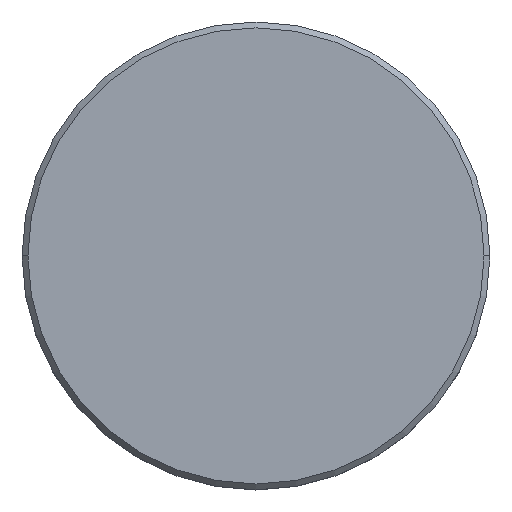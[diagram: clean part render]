
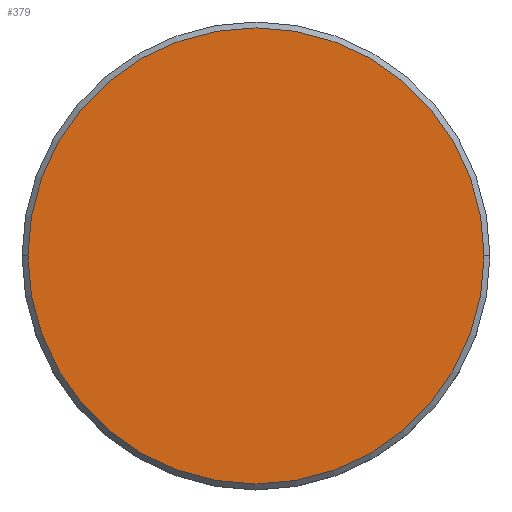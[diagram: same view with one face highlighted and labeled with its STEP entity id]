
A CAD part, top view. The second image highlights one B-rep face of the part: STEP entity #379.
In plain terms, the highlighted planar face has unit normal (0, 0, 1).
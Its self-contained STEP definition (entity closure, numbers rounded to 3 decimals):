
#99 = EDGE_LOOP ( 'NONE', ( #625, #889 ) ) ;
#187 = CARTESIAN_POINT ( 'NONE',  ( 19.5, 0., 0. ) ) ;
#207 = CARTESIAN_POINT ( 'NONE',  ( 0., 0., 0. ) ) ;
#259 = CARTESIAN_POINT ( 'NONE',  ( 0., 0., 0. ) ) ;
#317 = CIRCLE ( 'NONE', #909, 19.5 ) ;
#343 = PLANE ( 'NONE',  #966 ) ;
#353 = CIRCLE ( 'NONE', #927, 19.5 ) ;
#378 = DIRECTION ( 'NONE',  ( 0., 0., 1. ) ) ;
#379 = ADVANCED_FACE ( 'NONE', ( #624 ), #343, .T. ) ;
#475 = VERTEX_POINT ( 'NONE', #187 ) ;
#501 = EDGE_CURVE ( 'NONE', #475, #778, #353, .T. ) ;
#519 = CARTESIAN_POINT ( 'NONE',  ( -19.5, 0., 0. ) ) ;
#624 = FACE_OUTER_BOUND ( 'NONE', #99, .T. ) ;
#625 = ORIENTED_EDGE ( 'NONE', *, *, #1096, .T. ) ;
#778 = VERTEX_POINT ( 'NONE', #519 ) ;
#863 = CARTESIAN_POINT ( 'NONE',  ( 0., 0., 0. ) ) ;
#883 = DIRECTION ( 'NONE',  ( 0., 0., 1. ) ) ;
#889 = ORIENTED_EDGE ( 'NONE', *, *, #501, .T. ) ;
#909 = AXIS2_PLACEMENT_3D ( 'NONE', #863, #1120, #1130 ) ;
#927 = AXIS2_PLACEMENT_3D ( 'NONE', #207, #378, #994 ) ;
#966 = AXIS2_PLACEMENT_3D ( 'NONE', #259, #883, #976 ) ;
#976 = DIRECTION ( 'NONE',  ( 1., 0., 0. ) ) ;
#994 = DIRECTION ( 'NONE',  ( 1., 0., 0. ) ) ;
#1096 = EDGE_CURVE ( 'NONE', #778, #475, #317, .T. ) ;
#1120 = DIRECTION ( 'NONE',  ( 0., 0., 1. ) ) ;
#1130 = DIRECTION ( 'NONE',  ( 1., 0., 0. ) ) ;
